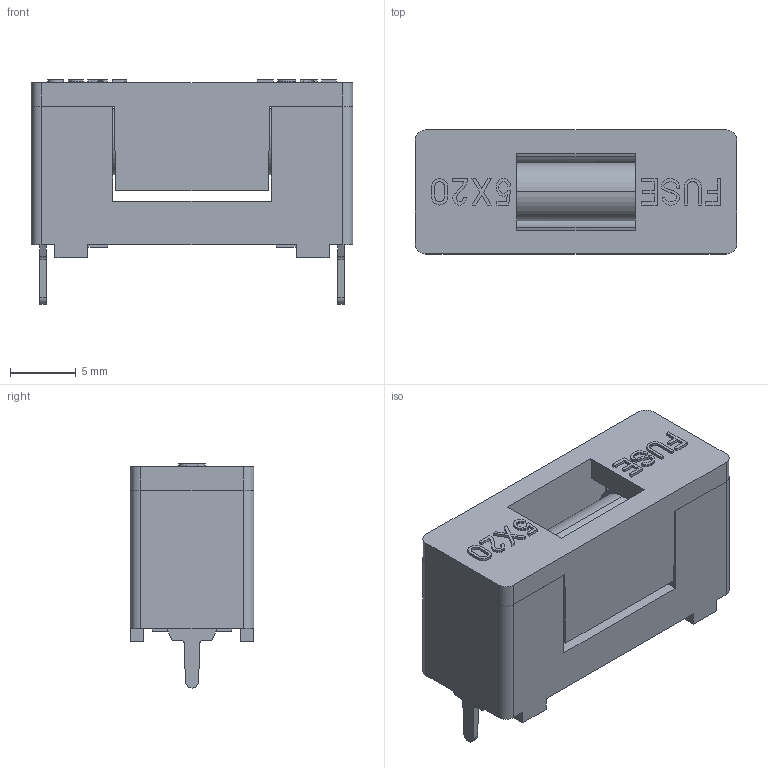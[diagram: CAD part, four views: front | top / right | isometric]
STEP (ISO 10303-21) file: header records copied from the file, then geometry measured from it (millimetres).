
FILE_DESCRIPTION (( 'STEP AP214' ), '1' );
FILE_NAME ('User Library-696108003002.STEP', '2021-07-01T11:16:08', ( '' ), ( '' ), 'SwSTEP 2.0', 'SolidWorks 2021', '' );
FILE_SCHEMA (( 'AUTOMOTIVE_DESIGN' ));
Length unit declared in the file: millimetre
Products named in the file (1): User Library-696108003002
Bounding box: 24.4 x 9.4 x 17 mm (x, y, z)
Volume: 1974.2 mm3; surface area: 2979.4 mm2
Topology: 6 solids, 6 shells, 395 faces, 1115 edges, 742 vertices
Faces by surface type: plane 343, cylinder 48, bspline 4
Entity records: 12770 total; most frequent: CARTESIAN_POINT 2331, ORIENTED_EDGE 2230, DIRECTION 1991, EDGE_CURVE 1115, LINE 1011, VECTOR 1011, VERTEX_POINT 742, AXIS2_PLACEMENT_3D 490
